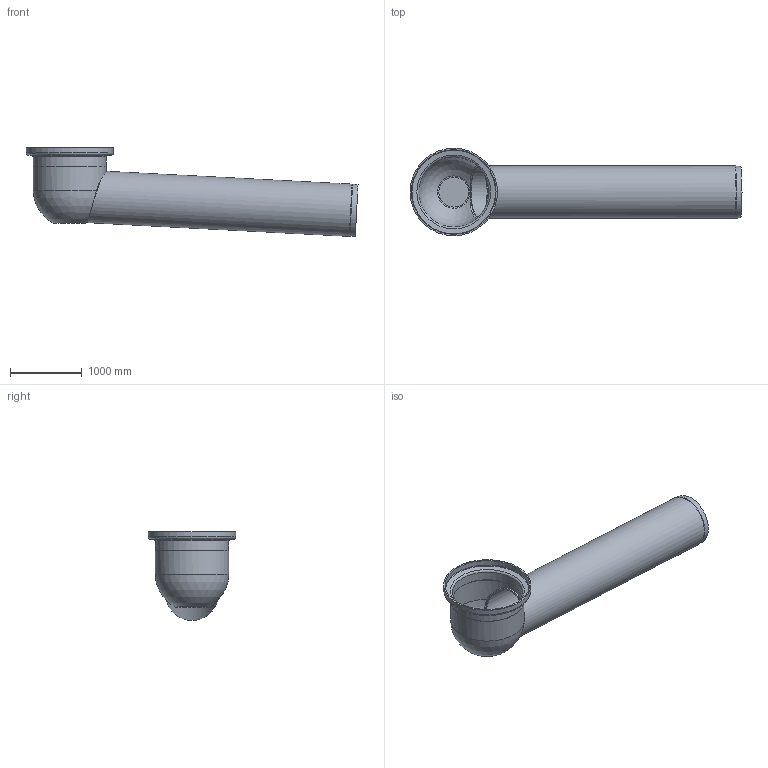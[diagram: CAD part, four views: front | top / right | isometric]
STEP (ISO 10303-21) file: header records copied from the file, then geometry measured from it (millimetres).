
FILE_DESCRIPTION(/* description */ (''),/* implementation_level */ '2;1');
FILE_NAME(/* name */ '16362.070X_3D.stp',/* time_stamp */ '2024-12-12T07:24:39+01:00',/* author */ ('CAD'),/* organization */ (''),/* preprocessor_version */ 'ST-DEVELOPER v20',/* originating_system */ 'AutoCAD Mechanical',/* authorisation */ '');
FILE_SCHEMA (('AUTOMOTIVE_DESIGN { 1 0 10303 214 3 1 1 }'));
Length unit declared in the file: centimetre
Products named in the file (2): Product; *S0
Assembly tree (1 placements, depth 2):
  Product
    *S0
Bounding box: 4628.74 x 1220 x 1238.84 mm (x, y, z)
Volume: 185893414 mm3; surface area: 23251469.9 mm2
Topology: 3 solids, 3 shells, 31 faces, 79 edges, 52 vertices
Faces by surface type: cylinder 9, torus 8, plane 7, cone 5, sphere 2
Full cylindrical faces by diameter (mm): 698 x1, 730 x2, 980 x1, 994 x1, 1020 x1, 1024 x1, 1180 x1, 1220 x1
Entity records: 1255 total; most frequent: CARTESIAN_POINT 409, DIRECTION 196, ORIENTED_EDGE 158, AXIS2_PLACEMENT_3D 91, EDGE_CURVE 79, CIRCLE 55, VERTEX_POINT 52, EDGE_LOOP 35
